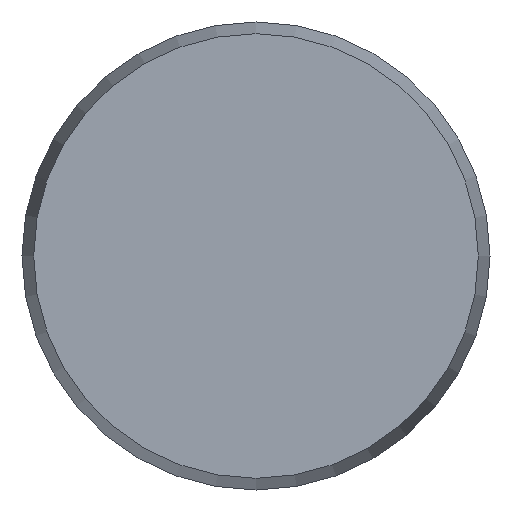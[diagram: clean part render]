
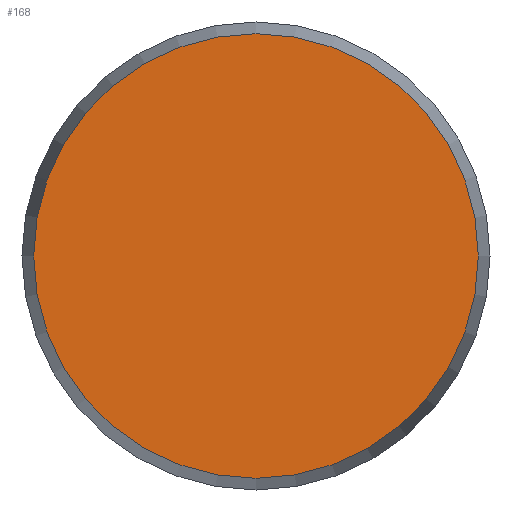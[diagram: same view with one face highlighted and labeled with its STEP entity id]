
A CAD part, front view. The second image highlights one B-rep face of the part: STEP entity #168.
In plain terms, the highlighted planar face has unit normal (0, -1, 0).
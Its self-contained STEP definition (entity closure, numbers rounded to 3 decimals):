
#168 = ADVANCED_FACE( '', ( #349 ), #350, .F. );
#349 = FACE_OUTER_BOUND( '', #526, .T. );
#350 = PLANE( '', #527 );
#526 = EDGE_LOOP( '', ( #916 ) );
#527 = AXIS2_PLACEMENT_3D( '', #917, #918, #919 );
#916 = ORIENTED_EDGE( '', *, *, #1071, .T. );
#917 = CARTESIAN_POINT( '', ( 28.5, 0., 0. ) );
#918 = DIRECTION( '', ( 0., 1., 0. ) );
#919 = DIRECTION( '', ( 0., 0., 1. ) );
#1071 = EDGE_CURVE( '', #1286, #1286, #1287, .T. );
#1286 = VERTEX_POINT( '', #1661 );
#1287 = CIRCLE( '', #1662, 28.5 );
#1661 = CARTESIAN_POINT( '', ( 0., 0., -28.5 ) );
#1662 = AXIS2_PLACEMENT_3D( '', #1859, #1860, #1861 );
#1859 = CARTESIAN_POINT( '', ( 0., 0., 0. ) );
#1860 = DIRECTION( '', ( 0., -1., 0. ) );
#1861 = DIRECTION( '', ( 0., 0., -1. ) );
